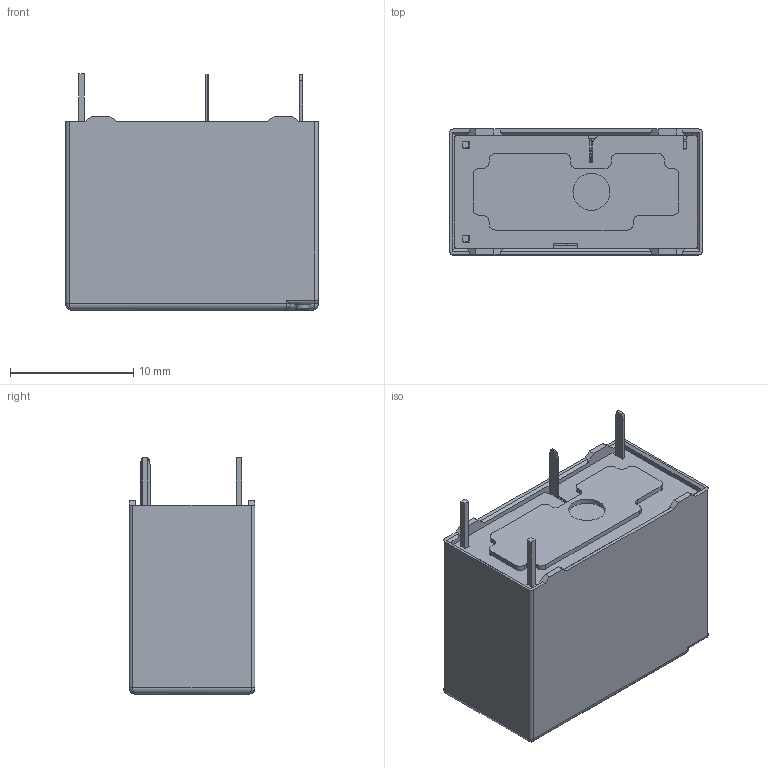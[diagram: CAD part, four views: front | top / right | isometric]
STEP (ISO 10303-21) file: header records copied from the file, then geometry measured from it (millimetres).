
FILE_DESCRIPTION(/* description */ (''),/* implementation_level */ '2;1');
FILE_NAME(/* name */ 'HF33F_H__stp.stp',/* time_stamp */ '2018-01-06T09:33:02+08:00',/* author */ (''),/* organization */ (''),/* preprocessor_version */ 'ST-DEVELOPER v15',/* originating_system */ 'SIEMENS PLM Software NX 8.5',/* authorisation */ '');
FILE_SCHEMA (('AP203_CONFIGURATION_CONTROLLED_3D_DESIGN_OF_MECHANICAL_PARTS_AND_ASSEMBLIES_MIM_LF { 1 0 10303 403 2 1 2}'));
Length unit declared in the file: millimetre
Products named in the file (1): 16070F30C9F8415g
Bounding box: 20.5 x 10.2 x 19.15 mm (x, y, z)
Volume: 848.9 mm3; surface area: 2785.9 mm2
Topology: 6 solids, 6 shells, 244 faces, 653 edges, 420 vertices
Faces by surface type: plane 183, cylinder 49, bspline 6, torus 3, cone 2, sphere 1
Full cylindrical faces by diameter (mm): 1 x1, 2.8 x1, 3 x1
Entity records: 7585 total; most frequent: CARTESIAN_POINT 1448, ORIENTED_EDGE 1272, DIRECTION 1201, EDGE_CURVE 636, LINE 529, VECTOR 529, VERTEX_POINT 417, AXIS2_PLACEMENT_3D 336
